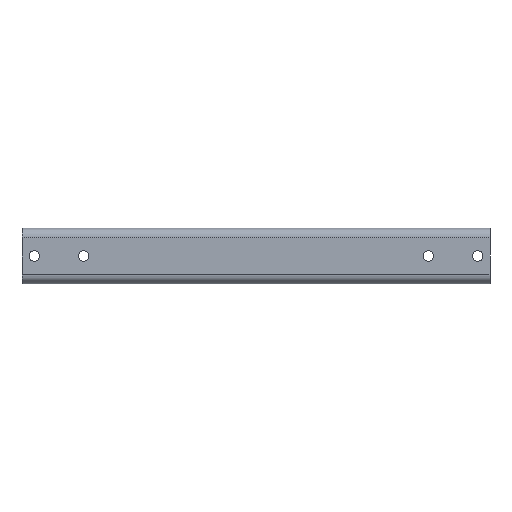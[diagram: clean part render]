
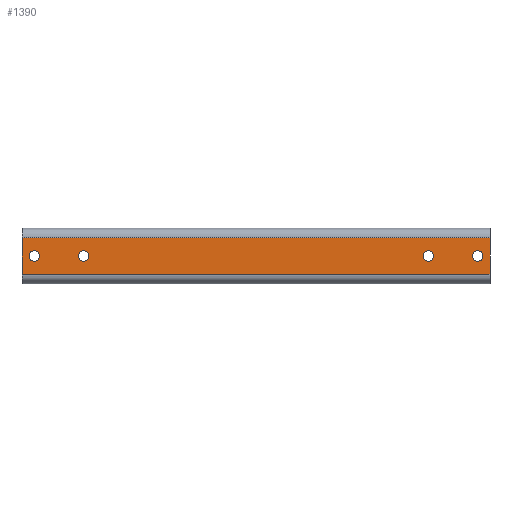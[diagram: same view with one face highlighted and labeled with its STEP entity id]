
A CAD part, left-side view. The second image highlights one B-rep face of the part: STEP entity #1390.
In plain terms, the highlighted planar face has unit normal (-1, 0, 0).
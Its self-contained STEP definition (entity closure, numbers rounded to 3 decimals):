
#8 = VERTEX_POINT ( 'NONE', #829 ) ;
#43 = AXIS2_PLACEMENT_3D ( 'NONE', #1259, #1596, #549 ) ;
#72 = AXIS2_PLACEMENT_3D ( 'NONE', #2108, #727, #708 ) ;
#86 = CIRCLE ( 'NONE', #2072, 1.7 ) ;
#139 = VERTEX_POINT ( 'NONE', #1715 ) ;
#169 = ORIENTED_EDGE ( 'NONE', *, *, #1212, .T. ) ;
#178 = DIRECTION ( 'NONE',  ( 0., 0., -1. ) ) ;
#189 = VECTOR ( 'NONE', #2043, 1000. ) ;
#216 = EDGE_LOOP ( 'NONE', ( #472, #1355, #1673, #2121 ) ) ;
#224 = CARTESIAN_POINT ( 'NONE',  ( -2., 93.405, -2.521 ) ) ;
#242 = CIRCLE ( 'NONE', #43, 1.7 ) ;
#258 = EDGE_CURVE ( 'NONE', #355, #1824, #1520, .T. ) ;
#292 = FACE_BOUND ( 'NONE', #1822, .T. ) ;
#328 = DIRECTION ( 'NONE',  ( 0., 0., -1. ) ) ;
#329 = ORIENTED_EDGE ( 'NONE', *, *, #335, .T. ) ;
#335 = EDGE_CURVE ( 'NONE', #614, #1377, #2039, .T. ) ;
#342 = DIRECTION ( 'NONE',  ( 1., 0., 0. ) ) ;
#351 = EDGE_LOOP ( 'NONE', ( #169, #1406 ) ) ;
#352 = AXIS2_PLACEMENT_3D ( 'NONE', #449, #620, #1693 ) ;
#355 = VERTEX_POINT ( 'NONE', #905 ) ;
#360 = EDGE_LOOP ( 'NONE', ( #329, #2090 ) ) ;
#376 = EDGE_CURVE ( 'NONE', #1836, #1703, #1497, .T. ) ;
#433 = VERTEX_POINT ( 'NONE', #1434 ) ;
#449 = CARTESIAN_POINT ( 'NONE',  ( -2., -54.595, -8.521 ) ) ;
#472 = ORIENTED_EDGE ( 'NONE', *, *, #1235, .T. ) ;
#537 = PLANE ( 'NONE',  #1720 ) ;
#549 = DIRECTION ( 'NONE',  ( 0., 0., -1. ) ) ;
#569 = CARTESIAN_POINT ( 'NONE',  ( -2., -58.595, -2.521 ) ) ;
#614 = VERTEX_POINT ( 'NONE', #965 ) ;
#618 = CARTESIAN_POINT ( 'NONE',  ( -2., -58.595, 0.479 ) ) ;
#620 = DIRECTION ( 'NONE',  ( 1., 0., 0. ) ) ;
#645 = AXIS2_PLACEMENT_3D ( 'NONE', #2011, #974, #989 ) ;
#697 = CIRCLE ( 'NONE', #645, 1.7 ) ;
#708 = DIRECTION ( 'NONE',  ( 0., 0., -1. ) ) ;
#727 = DIRECTION ( 'NONE',  ( 1., 0., 0. ) ) ;
#776 = AXIS2_PLACEMENT_3D ( 'NONE', #2158, #2149, #1792 ) ;
#824 = CARTESIAN_POINT ( 'NONE',  ( -2., -54.595, -8.521 ) ) ;
#829 = CARTESIAN_POINT ( 'NONE',  ( -2., 93.405, -14.521 ) ) ;
#851 = CARTESIAN_POINT ( 'NONE',  ( -2., 73.405, -10.221 ) ) ;
#899 = VERTEX_POINT ( 'NONE', #569 ) ;
#905 = CARTESIAN_POINT ( 'NONE',  ( -2., -54.595, -6.821 ) ) ;
#919 = CIRCLE ( 'NONE', #352, 1.7 ) ;
#923 = ORIENTED_EDGE ( 'NONE', *, *, #1663, .T. ) ;
#965 = CARTESIAN_POINT ( 'NONE',  ( -2., -38.595, -10.221 ) ) ;
#974 = DIRECTION ( 'NONE',  ( 1., 0., 0. ) ) ;
#989 = DIRECTION ( 'NONE',  ( 0., 0., -1. ) ) ;
#991 = CARTESIAN_POINT ( 'NONE',  ( -2., 93.405, -14.521 ) ) ;
#1025 = VECTOR ( 'NONE', #1389, 1000. ) ;
#1026 = ORIENTED_EDGE ( 'NONE', *, *, #376, .T. ) ;
#1079 = LINE ( 'NONE', #1194, #1025 ) ;
#1083 = DIRECTION ( 'NONE',  ( 1., 0., 0. ) ) ;
#1168 = LINE ( 'NONE', #1311, #1763 ) ;
#1171 = DIRECTION ( 'NONE',  ( 0., 0., -1. ) ) ;
#1172 = AXIS2_PLACEMENT_3D ( 'NONE', #1402, #342, #178 ) ;
#1194 = CARTESIAN_POINT ( 'NONE',  ( -2., 93.405, 0.479 ) ) ;
#1212 = EDGE_CURVE ( 'NONE', #1824, #355, #919, .T. ) ;
#1235 = EDGE_CURVE ( 'NONE', #8, #1280, #1835, .T. ) ;
#1253 = LINE ( 'NONE', #618, #1627 ) ;
#1259 = CARTESIAN_POINT ( 'NONE',  ( -2., 89.405, -8.521 ) ) ;
#1261 = DIRECTION ( 'NONE',  ( 0., 0., -1. ) ) ;
#1280 = VERTEX_POINT ( 'NONE', #1331 ) ;
#1311 = CARTESIAN_POINT ( 'NONE',  ( -2., -58.595, -2.521 ) ) ;
#1331 = CARTESIAN_POINT ( 'NONE',  ( -2., -58.595, -14.521 ) ) ;
#1335 = EDGE_CURVE ( 'NONE', #8, #2060, #1079, .T. ) ;
#1355 = ORIENTED_EDGE ( 'NONE', *, *, #2125, .F. ) ;
#1377 = VERTEX_POINT ( 'NONE', #1894 ) ;
#1388 = DIRECTION ( 'NONE',  ( 1., 0., 0. ) ) ;
#1389 = DIRECTION ( 'NONE',  ( 0., 0., 1. ) ) ;
#1390 = ADVANCED_FACE ( 'NONE', ( #1558, #1583, #292, #1833, #1697 ), #537, .F. ) ;
#1402 = CARTESIAN_POINT ( 'NONE',  ( -2., -38.595, -8.521 ) ) ;
#1406 = ORIENTED_EDGE ( 'NONE', *, *, #258, .T. ) ;
#1413 = CARTESIAN_POINT ( 'NONE',  ( -2., 0., 0. ) ) ;
#1434 = CARTESIAN_POINT ( 'NONE',  ( -2., 89.405, -10.221 ) ) ;
#1497 = CIRCLE ( 'NONE', #72, 1.7 ) ;
#1520 = CIRCLE ( 'NONE', #2238, 1.7 ) ;
#1527 = CARTESIAN_POINT ( 'NONE',  ( -2., 73.405, -6.821 ) ) ;
#1552 = EDGE_CURVE ( 'NONE', #1377, #614, #1938, .T. ) ;
#1558 = FACE_BOUND ( 'NONE', #2242, .T. ) ;
#1583 = FACE_BOUND ( 'NONE', #360, .T. ) ;
#1596 = DIRECTION ( 'NONE',  ( 1., 0., 0. ) ) ;
#1627 = VECTOR ( 'NONE', #2196, 1000. ) ;
#1663 = EDGE_CURVE ( 'NONE', #1703, #1836, #86, .T. ) ;
#1673 = ORIENTED_EDGE ( 'NONE', *, *, #2207, .T. ) ;
#1693 = DIRECTION ( 'NONE',  ( 0., 0., -1. ) ) ;
#1697 = FACE_OUTER_BOUND ( 'NONE', #216, .T. ) ;
#1700 = DIRECTION ( 'NONE',  ( 1., 0., 0. ) ) ;
#1703 = VERTEX_POINT ( 'NONE', #1527 ) ;
#1715 = CARTESIAN_POINT ( 'NONE',  ( -2., 89.405, -6.821 ) ) ;
#1720 = AXIS2_PLACEMENT_3D ( 'NONE', #1413, #1083, #1261 ) ;
#1763 = VECTOR ( 'NONE', #1828, 1000. ) ;
#1792 = DIRECTION ( 'NONE',  ( 0., 0., -1. ) ) ;
#1822 = EDGE_LOOP ( 'NONE', ( #1026, #923 ) ) ;
#1824 = VERTEX_POINT ( 'NONE', #2245 ) ;
#1828 = DIRECTION ( 'NONE',  ( 0., 1., 0. ) ) ;
#1833 = FACE_BOUND ( 'NONE', #351, .T. ) ;
#1835 = LINE ( 'NONE', #991, #189 ) ;
#1836 = VERTEX_POINT ( 'NONE', #851 ) ;
#1855 = CARTESIAN_POINT ( 'NONE',  ( -2., 73.405, -8.521 ) ) ;
#1868 = ORIENTED_EDGE ( 'NONE', *, *, #2222, .T. ) ;
#1883 = EDGE_CURVE ( 'NONE', #139, #433, #242, .T. ) ;
#1894 = CARTESIAN_POINT ( 'NONE',  ( -2., -38.595, -6.821 ) ) ;
#1938 = CIRCLE ( 'NONE', #776, 1.7 ) ;
#2011 = CARTESIAN_POINT ( 'NONE',  ( -2., 89.405, -8.521 ) ) ;
#2039 = CIRCLE ( 'NONE', #1172, 1.7 ) ;
#2043 = DIRECTION ( 'NONE',  ( 0., -1., 0. ) ) ;
#2060 = VERTEX_POINT ( 'NONE', #224 ) ;
#2072 = AXIS2_PLACEMENT_3D ( 'NONE', #1855, #1700, #1171 ) ;
#2090 = ORIENTED_EDGE ( 'NONE', *, *, #1552, .T. ) ;
#2108 = CARTESIAN_POINT ( 'NONE',  ( -2., 73.405, -8.521 ) ) ;
#2121 = ORIENTED_EDGE ( 'NONE', *, *, #1335, .F. ) ;
#2125 = EDGE_CURVE ( 'NONE', #899, #1280, #1253, .T. ) ;
#2149 = DIRECTION ( 'NONE',  ( 1., 0., 0. ) ) ;
#2158 = CARTESIAN_POINT ( 'NONE',  ( -2., -38.595, -8.521 ) ) ;
#2183 = ORIENTED_EDGE ( 'NONE', *, *, #1883, .T. ) ;
#2196 = DIRECTION ( 'NONE',  ( 0., 0., -1. ) ) ;
#2207 = EDGE_CURVE ( 'NONE', #899, #2060, #1168, .T. ) ;
#2222 = EDGE_CURVE ( 'NONE', #433, #139, #697, .T. ) ;
#2238 = AXIS2_PLACEMENT_3D ( 'NONE', #824, #1388, #328 ) ;
#2242 = EDGE_LOOP ( 'NONE', ( #1868, #2183 ) ) ;
#2245 = CARTESIAN_POINT ( 'NONE',  ( -2., -54.595, -10.221 ) ) ;
